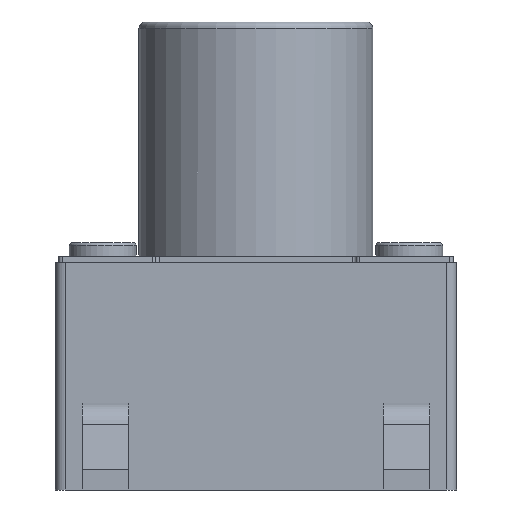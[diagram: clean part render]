
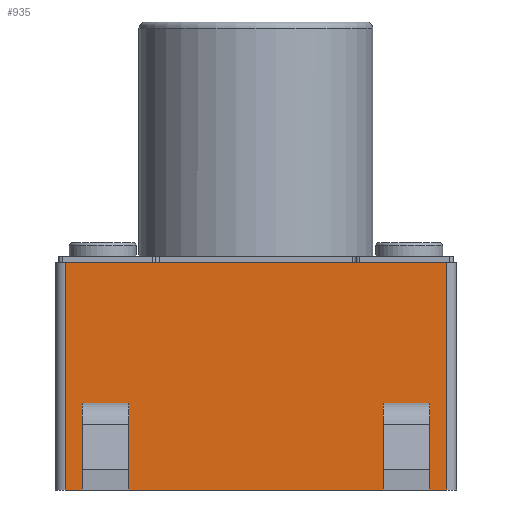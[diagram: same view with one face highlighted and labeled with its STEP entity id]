
A CAD part, left-side view. The second image highlights one B-rep face of the part: STEP entity #935.
In plain terms, the highlighted planar face has unit normal (-1, 0, 0).
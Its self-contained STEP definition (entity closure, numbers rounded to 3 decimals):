
#463=CARTESIAN_POINT('',(-3.0,2.85,3.4));
#464=VERTEX_POINT('',#463);
#472=CARTESIAN_POINT('',(-3.0,-2.85,3.4));
#473=VERTEX_POINT('',#472);
#474=CARTESIAN_POINT('',(-3.0,3.0,3.4));
#475=DIRECTION('',(0.0,-1.0,0.0));
#476=VECTOR('',#475,1.0);
#477=LINE('',#474,#476);
#478=EDGE_CURVE('n� 2679',#464,#473,#477,.T.);
#837=CARTESIAN_POINT('',(-3.0,1.9,1.3));
#838=VERTEX_POINT('',#837);
#839=CARTESIAN_POINT('',(-3.0,2.6,1.3));
#840=VERTEX_POINT('',#839);
#841=CARTESIAN_POINT('',(-3.0,1.9,1.3));
#842=DIRECTION('',(0.0,1.0,0.0));
#843=VECTOR('',#842,1.0);
#844=LINE('',#841,#843);
#845=EDGE_CURVE('n� 2343',#838,#840,#844,.T.);
#846=ORIENTED_EDGE('',*,*,#845,.F.);
#847=CARTESIAN_POINT('',(-3.0,1.9,1.0));
#848=VERTEX_POINT('',#847);
#849=CARTESIAN_POINT('',(-3.0,1.9,1.3));
#850=DIRECTION('',(0.0,0.0,1.0));
#851=VECTOR('',#850,1.0);
#852=LINE('',#849,#851);
#853=EDGE_CURVE('n� 2380',#848,#838,#852,.T.);
#854=ORIENTED_EDGE('',*,*,#853,.F.);
#855=CARTESIAN_POINT('',(-3.0,2.6,1.0));
#856=VERTEX_POINT('',#855);
#857=CARTESIAN_POINT('',(-3.0,1.9,1.0));
#858=DIRECTION('',(0.0,1.0,0.0));
#859=VECTOR('',#858,1.0);
#860=LINE('',#857,#859);
#861=EDGE_CURVE('n� 2339',#848,#856,#860,.T.);
#862=ORIENTED_EDGE('',*,*,#861,.T.);
#863=CARTESIAN_POINT('',(-3.0,2.6,1.3));
#864=DIRECTION('',(-0.0,0.0,1.0));
#865=VECTOR('',#864,1.0);
#866=LINE('',#863,#865);
#867=EDGE_CURVE('n� 2336',#856,#840,#866,.T.);
#868=ORIENTED_EDGE('',*,*,#867,.T.);
#869=EDGE_LOOP('',(#846,#854,#862,#868));
#870=FACE_OUTER_BOUND('',#869,.T.);
#871=CARTESIAN_POINT('',(-3.0,-1.9,1.0));
#872=VERTEX_POINT('',#871);
#873=CARTESIAN_POINT('',(-3.0,-2.6,1.0));
#874=VERTEX_POINT('',#873);
#875=CARTESIAN_POINT('',(-3.0,-1.9,1.0));
#876=DIRECTION('',(0.0,-1.0,0.0));
#877=VECTOR('',#876,1.0);
#878=LINE('',#875,#877);
#879=EDGE_CURVE('n� 2088',#872,#874,#878,.T.);
#880=ORIENTED_EDGE('',*,*,#879,.F.);
#881=CARTESIAN_POINT('',(-3.0,-1.9,1.3));
#882=VERTEX_POINT('',#881);
#883=CARTESIAN_POINT('',(-3.0,-1.9,1.3));
#884=DIRECTION('',(0.0,0.0,1.0));
#885=VECTOR('',#884,1.0);
#886=LINE('',#883,#885);
#887=EDGE_CURVE('n� 2081',#872,#882,#886,.T.);
#888=ORIENTED_EDGE('',*,*,#887,.T.);
#889=CARTESIAN_POINT('',(-3.0,-2.6,1.3));
#890=VERTEX_POINT('',#889);
#891=CARTESIAN_POINT('',(-3.0,-1.9,1.3));
#892=DIRECTION('',(0.0,-1.0,0.0));
#893=VECTOR('',#892,1.0);
#894=LINE('',#891,#893);
#895=EDGE_CURVE('n� 2084',#882,#890,#894,.T.);
#896=ORIENTED_EDGE('',*,*,#895,.T.);
#897=CARTESIAN_POINT('',(-3.0,-2.6,1.3));
#898=DIRECTION('',(0.0,0.0,1.0));
#899=VECTOR('',#898,1.0);
#900=LINE('',#897,#899);
#901=EDGE_CURVE('n� 2125',#874,#890,#900,.T.);
#902=ORIENTED_EDGE('',*,*,#901,.F.);
#903=EDGE_LOOP('',(#880,#888,#896,#902));
#904=FACE_BOUND('',#903,.T.);
#905=ORIENTED_EDGE('',*,*,#478,.F.);
#906=CARTESIAN_POINT('',(-3.0,2.85,0.0));
#907=VERTEX_POINT('',#906);
#908=CARTESIAN_POINT('',(-3.0,2.85,3.4));
#909=DIRECTION('',(0.0,0.0,-1.0));
#910=VECTOR('',#909,1.0);
#911=LINE('',#908,#910);
#912=EDGE_CURVE('n� 2725',#464,#907,#911,.T.);
#913=ORIENTED_EDGE('',*,*,#912,.T.);
#914=CARTESIAN_POINT('',(-3.0,-2.85,0.0));
#915=VERTEX_POINT('',#914);
#916=CARTESIAN_POINT('',(-3.0,3.0,0.0));
#917=DIRECTION('',(0.0,-1.0,0.0));
#918=VECTOR('',#917,1.0);
#919=LINE('',#916,#918);
#920=EDGE_CURVE('n� 2625',#907,#915,#919,.T.);
#921=ORIENTED_EDGE('',*,*,#920,.T.);
#922=CARTESIAN_POINT('',(-3.0,-2.85,3.4));
#923=DIRECTION('',(0.0,0.0,1.0));
#924=VECTOR('',#923,1.0);
#925=LINE('',#922,#924);
#926=EDGE_CURVE('n� 2720',#915,#473,#925,.T.);
#927=ORIENTED_EDGE('',*,*,#926,.T.);
#928=EDGE_LOOP('',(#905,#913,#921,#927));
#929=FACE_BOUND('',#928,.T.);
#930=CARTESIAN_POINT('',(-3.0,3.0,3.4));
#931=DIRECTION('',(1.0,0.0,-0.0));
#932=DIRECTION('',(-0.0,1.0,0.0));
#933=AXIS2_PLACEMENT_3D('',#930,#931,#932);
#934=PLANE('',#933);
#935=ADVANCED_FACE('n� 85',(#870,#904,#929),#934,.F.);
